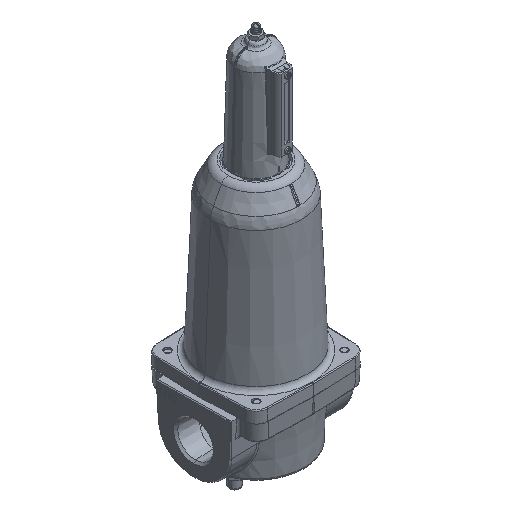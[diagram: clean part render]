
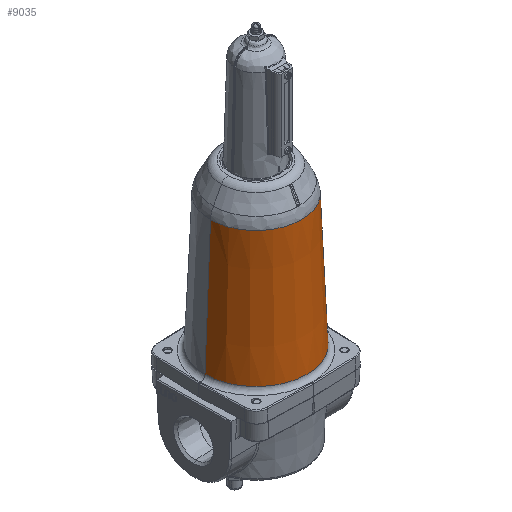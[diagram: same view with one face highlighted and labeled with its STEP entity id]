
A CAD part, isometric view. The second image highlights one B-rep face of the part: STEP entity #9035.
In plain terms, the highlighted conical face has half-angle 2.45 degrees and reference radius 57.292 mm.
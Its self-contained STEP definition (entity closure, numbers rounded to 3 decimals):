
#2408 = CARTESIAN_POINT ( 'NONE',  ( 0., 89.434, -64.697 ) ) ;
#5860 = VERTEX_POINT ( 'NONE', #32173 ) ;
#9035 = ADVANCED_FACE ( 'NONE', ( #43259 ), #10725, .T. ) ;
#10725 = CONICAL_SURFACE ( 'NONE', #50519, 57.292, 0.043 ) ;
#12842 = CARTESIAN_POINT ( 'NONE',  ( 0., -76.685, 0. ) ) ;
#13866 = VERTEX_POINT ( 'NONE', #2408 ) ;
#13940 = CIRCLE ( 'NONE', #30518, 57.589 ) ;
#15232 = VECTOR ( 'NONE', #40211, 1000. ) ;
#15610 = DIRECTION ( 'NONE',  ( 0., -1., 0. ) ) ;
#18023 = VERTEX_POINT ( 'NONE', #33252 ) ;
#18939 = CARTESIAN_POINT ( 'NONE',  ( 0., 89.434, 64.697 ) ) ;
#21342 = DIRECTION ( 'NONE',  ( 0., 1., 0. ) ) ;
#21699 = DIRECTION ( 'NONE',  ( 0., 0., 1. ) ) ;
#26327 = VERTEX_POINT ( 'NONE', #18939 ) ;
#28610 = DIRECTION ( 'NONE',  ( 0., 0., -1. ) ) ;
#29696 = CARTESIAN_POINT ( 'NONE',  ( 0., -83.622, 0. ) ) ;
#30172 = EDGE_CURVE ( 'NONE', #13866, #26327, #53121, .T. ) ;
#30518 = AXIS2_PLACEMENT_3D ( 'NONE', #12842, #51228, #38249 ) ;
#32173 = CARTESIAN_POINT ( 'NONE',  ( 0., -76.685, -57.589 ) ) ;
#32200 = ORIENTED_EDGE ( 'NONE', *, *, #30172, .T. ) ;
#32485 = CARTESIAN_POINT ( 'NONE',  ( 0., 89.434, 0. ) ) ;
#33152 = DIRECTION ( 'NONE',  ( 0., 0.999, -0.043 ) ) ;
#33252 = CARTESIAN_POINT ( 'NONE',  ( 0., -76.685, 57.589 ) ) ;
#36036 = ORIENTED_EDGE ( 'NONE', *, *, #48008, .T. ) ;
#38249 = DIRECTION ( 'NONE',  ( 0., 0., -1. ) ) ;
#40211 = DIRECTION ( 'NONE',  ( 0., 0.999, 0.043 ) ) ;
#40257 = ORIENTED_EDGE ( 'NONE', *, *, #54500, .F. ) ;
#40487 = VECTOR ( 'NONE', #33152, 1000. ) ;
#43259 = FACE_OUTER_BOUND ( 'NONE', #47726, .T. ) ;
#47141 = LINE ( 'NONE', #49837, #40487 ) ;
#47726 = EDGE_LOOP ( 'NONE', ( #52595, #36036, #32200, #40257 ) ) ;
#48008 = EDGE_CURVE ( 'NONE', #5860, #13866, #47141, .T. ) ;
#48211 = CARTESIAN_POINT ( 'NONE',  ( 0., -83.622, 57.292 ) ) ;
#48484 = EDGE_CURVE ( 'NONE', #18023, #5860, #13940, .T. ) ;
#49837 = CARTESIAN_POINT ( 'NONE',  ( 0., -83.622, -57.292 ) ) ;
#50278 = LINE ( 'NONE', #48211, #15232 ) ;
#50519 = AXIS2_PLACEMENT_3D ( 'NONE', #29696, #21342, #21699 ) ;
#50910 = AXIS2_PLACEMENT_3D ( 'NONE', #32485, #15610, #28610 ) ;
#51228 = DIRECTION ( 'NONE',  ( 0., 1., 0. ) ) ;
#52595 = ORIENTED_EDGE ( 'NONE', *, *, #48484, .T. ) ;
#53121 = CIRCLE ( 'NONE', #50910, 64.697 ) ;
#54500 = EDGE_CURVE ( 'NONE', #18023, #26327, #50278, .T. ) ;
